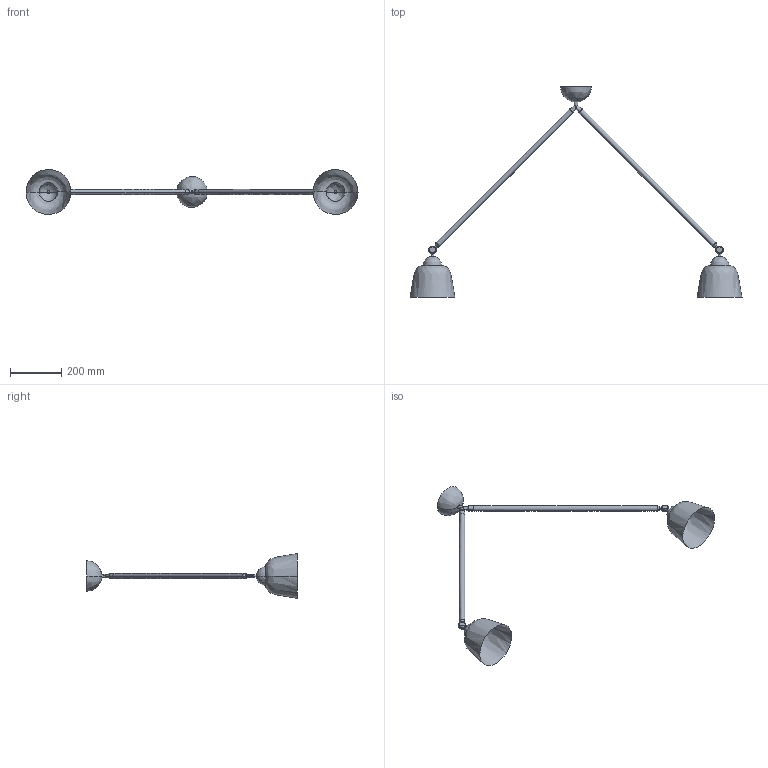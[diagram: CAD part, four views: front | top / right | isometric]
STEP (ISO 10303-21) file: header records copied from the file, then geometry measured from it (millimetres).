
FILE_DESCRIPTION(/* description */ (''),/* implementation_level */ '2;1');
FILE_NAME(/* name */ '172AF7~1',/* time_stamp */ '2020-10-21T11:40:45+02:00',/* author */ (''),/* organization */ (''),/* preprocessor_version */ 'ST-DEVELOPER v15',/* originating_system */ '',/* authorisation */ '');
FILE_SCHEMA (('AUTOMOTIVE_DESIGN'));
Length unit declared in the file: millimetre
Products named in the file (1): Document
Bounding box: 1292.23 x 820.45 x 174.95 mm (x, y, z)
Volume: 490641.8 mm3; surface area: 275247.7 mm2
Topology: 4 solids, 16 shells, 60 faces, 152 edges, 91 vertices
Faces by surface type: bspline 54, plane 6
Entity records: 2883 total; most frequent: CARTESIAN_POINT 2042, ORIENTED_EDGE 224, EDGE_CURVE 138, VERTEX_POINT 91, ADVANCED_FACE 60, FACE_OUTER_BOUND 60, EDGE_LOOP 60, B_SPLINE_CURVE_WITH_KNOTS 34
